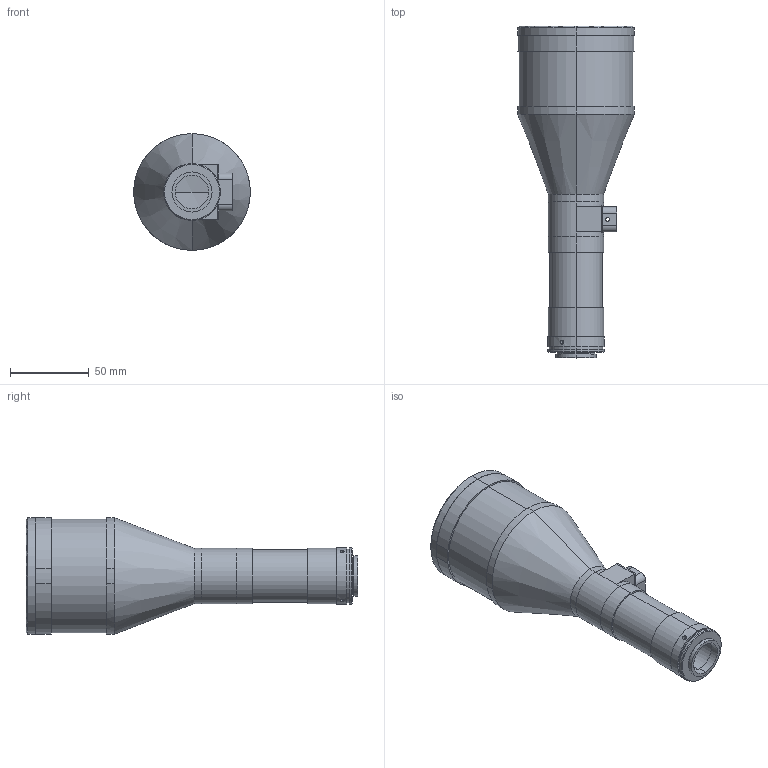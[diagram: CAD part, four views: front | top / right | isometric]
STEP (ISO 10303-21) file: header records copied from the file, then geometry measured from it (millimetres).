
FILE_DESCRIPTION (( 'STEP AP203' ), '1' );
FILE_NAME ('XF-5MDT03X178D.STEP', '2016-09-12T02:55:09', ( 'Lxtx999.CoM' ), ( 'Lxtx999.CoM' ), 'SwSTEP 2.0', 'SolidWorks 2014', '' );
FILE_SCHEMA (( 'CONFIG_CONTROL_DESIGN' ));
Length unit declared in the file: millimetre
Products named in the file (1): XF-5MDT03X178D
Bounding box: 74 x 210.5 x 74 mm (x, y, z)
Surface area: 48740 mm2 (no closed solid volume)
Topology: 0 solids, 13 shells, 129 faces, 349 edges, 236 vertices
Faces by surface type: cylinder 79, plane 40, cone 8, sphere 2
Entity records: 4477 total; most frequent: CARTESIAN_POINT 1019, DIRECTION 778, ORIENTED_EDGE 608, EDGE_CURVE 349, AXIS2_PLACEMENT_3D 315, VERTEX_POINT 236, CIRCLE 185, EDGE_LOOP 162
